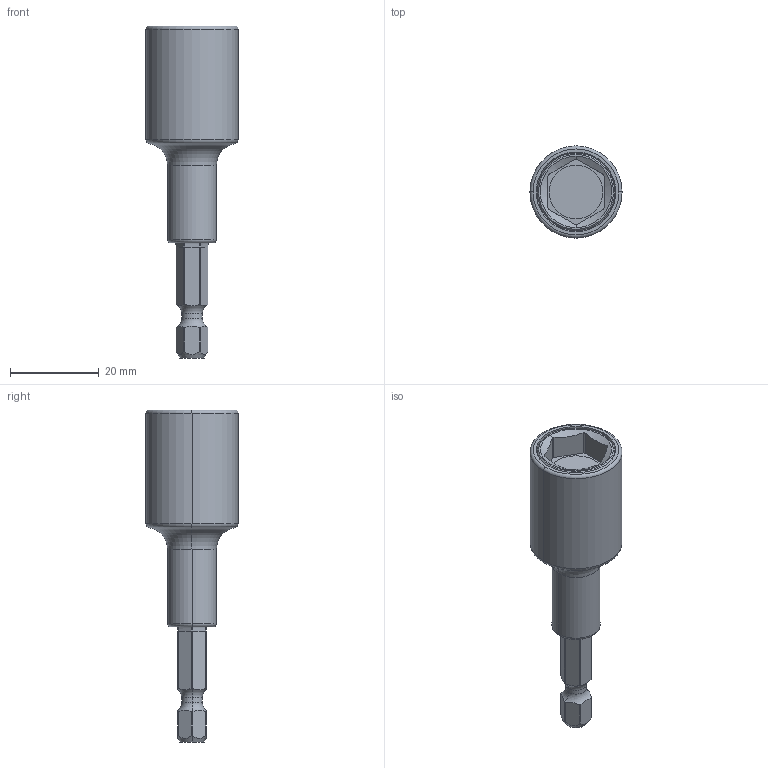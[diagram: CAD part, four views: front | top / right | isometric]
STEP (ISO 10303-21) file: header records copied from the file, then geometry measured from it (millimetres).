
FILE_DESCRIPTION((''),'2;1');
FILE_NAME('4027106613_ASM','2024-01-02T10:17:18',('a00565553'),(''),'CREO PARAMETRIC BY PTC INC, 2022414','CREO PARAMETRIC BY PTC INC, 2022414','');
FILE_SCHEMA(('CONFIG_CONTROL_DESIGN','GEOMETRIC_VALIDATION_PROPERTIES_MIM'));
Length unit declared in the file: millimetre
Products named in the file (3): 4027903087; 4027299023; 4027106613_ASM
Assembly tree (2 placements, depth 2):
  4027106613_ASM
    4027903087
    4027299023
Bounding box: 20.8 x 20.8 x 75 mm (x, y, z)
Volume: 9829.5 mm3; surface area: 8955 mm2
Topology: 3 solids, 3 shells, 110 faces, 266 edges, 163 vertices
Faces by surface type: cylinder 46, plane 26, torus 26, cone 12
Entity records: 3850 total; most frequent: CARTESIAN_POINT 852, DIRECTION 586, ORIENTED_EDGE 528, EDGE_CURVE 264, AXIS2_PLACEMENT_3D 251, VERTEX_POINT 163, CIRCLE 136, EDGE_LOOP 115
